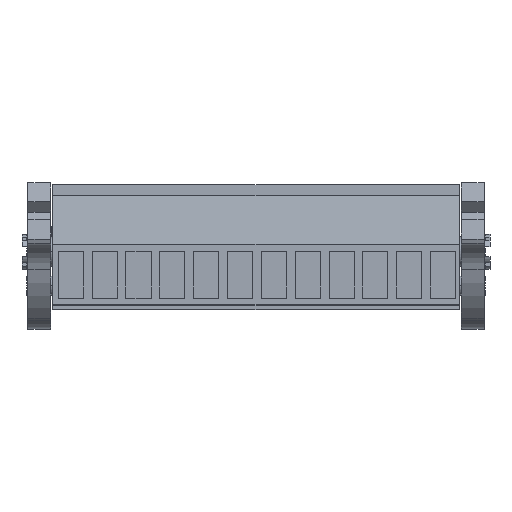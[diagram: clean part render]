
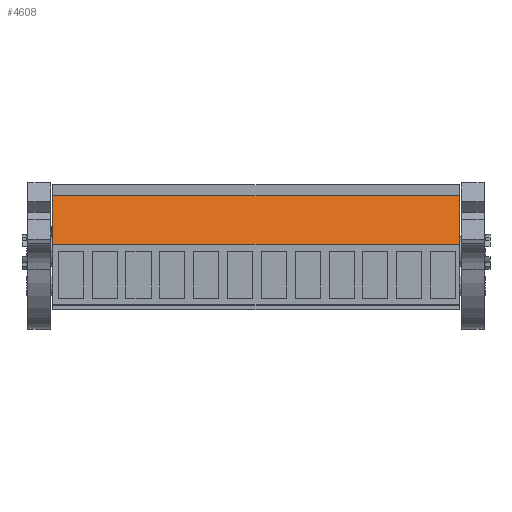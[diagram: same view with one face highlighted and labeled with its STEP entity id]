
A CAD part, top view. The second image highlights one B-rep face of the part: STEP entity #4608.
In plain terms, the highlighted planar face has unit normal (0, 0.205, 0.979).
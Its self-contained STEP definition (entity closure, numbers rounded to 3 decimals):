
#4588=AXIS2_PLACEMENT_3D('Plane Axis2P3D',#4585,#4586,#4587) ;
#112=CARTESIAN_POINT('Vertex',(3.2,8.802,18.1)) ;
#115=CARTESIAN_POINT('Line Origine',(3.2,11.31,17.575)) ;
#119=CARTESIAN_POINT('Vertex',(3.2,13.818,17.05)) ;
#4570=CARTESIAN_POINT('Vertex',(45.2,8.802,18.1)) ;
#4573=CARTESIAN_POINT('Line Origine',(24.2,8.802,18.1)) ;
#4585=CARTESIAN_POINT('Axis2P3D Location',(31.2,8.802,18.1)) ;
#4590=CARTESIAN_POINT('Line Origine',(45.2,11.31,17.575)) ;
#4594=CARTESIAN_POINT('Vertex',(45.2,13.818,17.05)) ;
#4597=CARTESIAN_POINT('Line Origine',(24.2,13.818,17.05)) ;
#116=DIRECTION('Vector Direction',(0.,0.979,-0.205)) ;
#4574=DIRECTION('Vector Direction',(1.,0.,0.)) ;
#4586=DIRECTION('Axis2P3D Direction',(0.,-0.205,-0.979)) ;
#4587=DIRECTION('Axis2P3D XDirection',(0.,0.979,-0.205)) ;
#4591=DIRECTION('Vector Direction',(0.,0.979,-0.205)) ;
#4598=DIRECTION('Vector Direction',(1.,0.,0.)) ;
#117=VECTOR('Line Direction',#116,1.) ;
#4575=VECTOR('Line Direction',#4574,1.) ;
#4592=VECTOR('Line Direction',#4591,1.) ;
#4599=VECTOR('Line Direction',#4598,1.) ;
#4603=ORIENTED_EDGE('',*,*,#121,.F.) ;
#4604=ORIENTED_EDGE('',*,*,#4577,.T.) ;
#4605=ORIENTED_EDGE('',*,*,#4596,.T.) ;
#4606=ORIENTED_EDGE('',*,*,#4601,.F.) ;
#4608=ADVANCED_FACE('HOUSING',(#4607),#4589,.F.) ;
#121=EDGE_CURVE('',#113,#120,#118,.T.) ;
#4577=EDGE_CURVE('',#113,#4571,#4576,.T.) ;
#4596=EDGE_CURVE('',#4571,#4595,#4593,.T.) ;
#4601=EDGE_CURVE('',#120,#4595,#4600,.T.) ;
#4602=EDGE_LOOP('',(#4603,#4604,#4605,#4606)) ;
#4607=FACE_OUTER_BOUND('',#4602,.T.) ;
#118=LINE('Line',#115,#117) ;
#4576=LINE('Line',#4573,#4575) ;
#4593=LINE('Line',#4590,#4592) ;
#4600=LINE('Line',#4597,#4599) ;
#4589=PLANE('',#4588) ;
#113=VERTEX_POINT('',#112) ;
#120=VERTEX_POINT('',#119) ;
#4571=VERTEX_POINT('',#4570) ;
#4595=VERTEX_POINT('',#4594) ;
